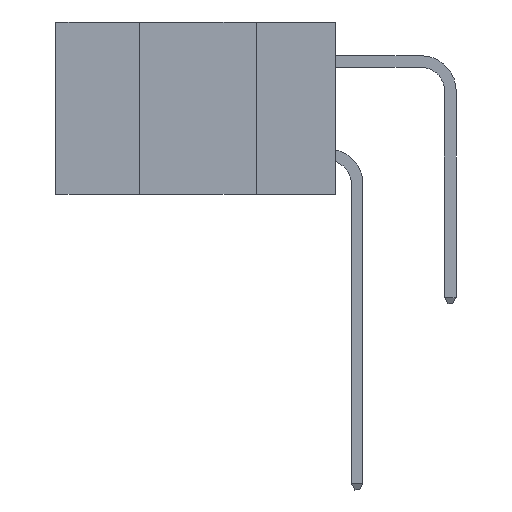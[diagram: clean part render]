
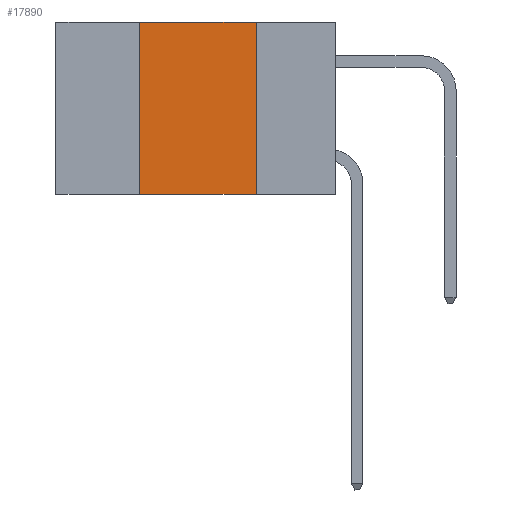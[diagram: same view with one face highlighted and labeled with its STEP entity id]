
A CAD part, left-side view. The second image highlights one B-rep face of the part: STEP entity #17890.
In plain terms, the highlighted planar face has unit normal (-1, 0, 0).
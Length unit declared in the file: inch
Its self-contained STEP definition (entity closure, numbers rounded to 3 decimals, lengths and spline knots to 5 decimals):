
#14 = LINE ( 'NONE', #820, #19946 ) ;
#154 = CARTESIAN_POINT ( 'NONE',  ( 0., 0.42, 0. ) ) ;
#340 = VECTOR ( 'NONE', #18740, 39.37008 ) ;
#455 = VERTEX_POINT ( 'NONE', #9233 ) ;
#820 = CARTESIAN_POINT ( 'NONE',  ( 0., 0.42, 0. ) ) ;
#1154 = VERTEX_POINT ( 'NONE', #19047 ) ;
#2379 = DIRECTION ( 'NONE',  ( 1., 0., 0. ) ) ;
#2675 = VERTEX_POINT ( 'NONE', #16519 ) ;
#5357 = ORIENTED_EDGE ( 'NONE', *, *, #17278, .F. ) ;
#5723 = CARTESIAN_POINT ( 'NONE',  ( 0., 0.6, 0. ) ) ;
#6392 = LINE ( 'NONE', #18373, #18621 ) ;
#7320 = PLANE ( 'NONE',  #15819 ) ;
#7587 = VECTOR ( 'NONE', #13354, 39.37008 ) ;
#9003 = ORIENTED_EDGE ( 'NONE', *, *, #14269, .F. ) ;
#9233 = CARTESIAN_POINT ( 'NONE',  ( 0., 0.42, -0.37 ) ) ;
#10626 = FACE_OUTER_BOUND ( 'NONE', #11987, .T. ) ;
#11681 = LINE ( 'NONE', #19351, #7587 ) ;
#11987 = EDGE_LOOP ( 'NONE', ( #9003, #19953, #5357, #17724 ) ) ;
#12854 = EDGE_CURVE ( 'NONE', #455, #1154, #6392, .T. ) ;
#13354 = DIRECTION ( 'NONE',  ( 0., -1., 0. ) ) ;
#13566 = DIRECTION ( 'NONE',  ( 0., 0., 1. ) ) ;
#13864 = EDGE_CURVE ( 'NONE', #14393, #2675, #11681, .T. ) ;
#13886 = DIRECTION ( 'NONE',  ( 0., -1., 0. ) ) ;
#14269 = EDGE_CURVE ( 'NONE', #2675, #1154, #17139, .T. ) ;
#14393 = VERTEX_POINT ( 'NONE', #154 ) ;
#15819 = AXIS2_PLACEMENT_3D ( 'NONE', #5723, #2379, #18025 ) ;
#16519 = CARTESIAN_POINT ( 'NONE',  ( 0., 0.17, 0. ) ) ;
#17139 = LINE ( 'NONE', #17229, #340 ) ;
#17229 = CARTESIAN_POINT ( 'NONE',  ( 0., 0.17, 0. ) ) ;
#17278 = EDGE_CURVE ( 'NONE', #455, #14393, #14, .T. ) ;
#17724 = ORIENTED_EDGE ( 'NONE', *, *, #12854, .T. ) ;
#17890 = ADVANCED_FACE ( 'NONE', ( #10626 ), #7320, .F. ) ;
#18025 = DIRECTION ( 'NONE',  ( 0., 0., -1. ) ) ;
#18373 = CARTESIAN_POINT ( 'NONE',  ( 0., 0.6, -0.37 ) ) ;
#18621 = VECTOR ( 'NONE', #13886, 39.37008 ) ;
#18740 = DIRECTION ( 'NONE',  ( 0., 0., -1. ) ) ;
#19047 = CARTESIAN_POINT ( 'NONE',  ( 0., 0.17, -0.37 ) ) ;
#19351 = CARTESIAN_POINT ( 'NONE',  ( 0., 0.6, 0. ) ) ;
#19946 = VECTOR ( 'NONE', #13566, 39.37008 ) ;
#19953 = ORIENTED_EDGE ( 'NONE', *, *, #13864, .F. ) ;
